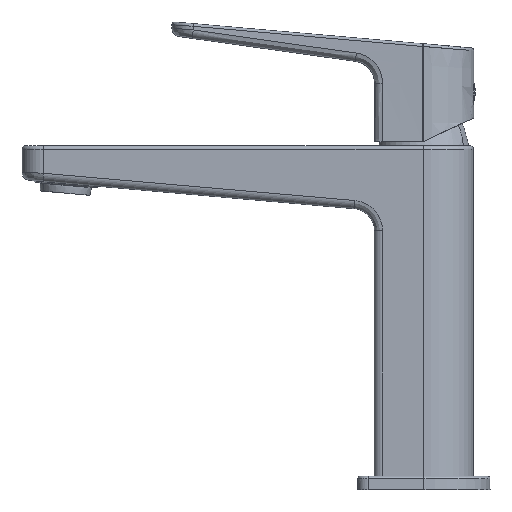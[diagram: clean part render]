
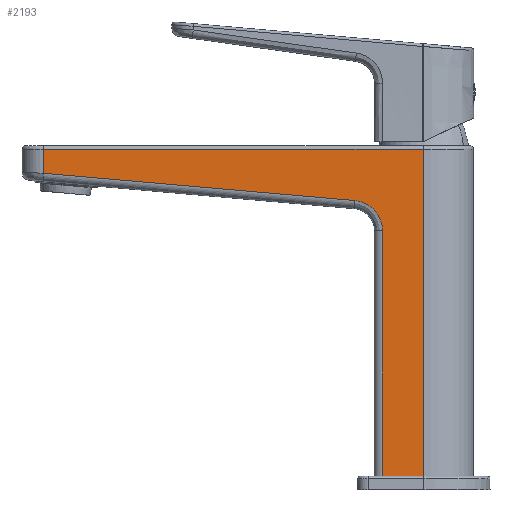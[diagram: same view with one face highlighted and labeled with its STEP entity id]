
A CAD part, left-side view. The second image highlights one B-rep face of the part: STEP entity #2193.
In plain terms, the highlighted planar face has unit normal (1, -0.018, 0).
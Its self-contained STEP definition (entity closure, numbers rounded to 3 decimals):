
#2102=CARTESIAN_POINT('Axis2P3D Location',(-41.209,-31.377,16.377)) ;
#2107=CARTESIAN_POINT('Line Origine',(-40.855,-11.068,18.377)) ;
#2111=CARTESIAN_POINT('Vertex',(-40.855,-11.068,20.377)) ;
#2113=CARTESIAN_POINT('Vertex',(-40.855,-11.068,16.377)) ;
#2116=CARTESIAN_POINT('Line Origine',(-40.726,-3.697,16.377)) ;
#2120=CARTESIAN_POINT('Vertex',(-40.597,3.675,16.377)) ;
#2123=CARTESIAN_POINT('Line Origine',(-40.597,3.675,18.377)) ;
#2127=CARTESIAN_POINT('Vertex',(-40.597,3.675,20.377)) ;
#2130=CARTESIAN_POINT('Line Origine',(-40.597,3.675,62.977)) ;
#2134=CARTESIAN_POINT('Vertex',(-40.597,3.675,105.577)) ;
#2138=CARTESIAN_POINT('Control Point',(-40.597,3.675,105.577)) ;
#2139=CARTESIAN_POINT('Control Point',(-40.597,3.675,106.067)) ;
#2140=CARTESIAN_POINT('Control Point',(-40.597,3.702,106.557)) ;
#2141=CARTESIAN_POINT('Control Point',(-40.596,3.757,107.045)) ;
#2142=CARTESIAN_POINT('Control Point',(-40.592,3.993,108.443)) ;
#2143=CARTESIAN_POINT('Control Point',(-40.584,4.45,109.79)) ;
#2144=CARTESIAN_POINT('Control Point',(-40.577,4.841,110.635)) ;
#2145=CARTESIAN_POINT('Control Point',(-40.56,5.795,112.232)) ;
#2146=CARTESIAN_POINT('Control Point',(-40.538,7.059,113.596)) ;
#2147=CARTESIAN_POINT('Control Point',(-40.526,7.761,114.208)) ;
#2148=CARTESIAN_POINT('Control Point',(-40.5,9.283,115.276)) ;
#2149=CARTESIAN_POINT('Control Point',(-40.47,10.993,116.005)) ;
#2150=CARTESIAN_POINT('Control Point',(-40.454,11.884,116.278)) ;
#2151=CARTESIAN_POINT('Control Point',(-40.438,12.796,116.455)) ;
#2152=CARTESIAN_POINT('Control Point',(-40.422,13.716,116.535)) ;
#2153=CARTESIAN_POINT('Vertex',(-40.422,13.716,116.535)) ;
#2156=CARTESIAN_POINT('Line Origine',(-39.436,70.239,121.481)) ;
#2160=CARTESIAN_POINT('Vertex',(-38.449,126.762,126.426)) ;
#2163=CARTESIAN_POINT('Line Origine',(-38.449,126.762,130.802)) ;
#2167=CARTESIAN_POINT('Vertex',(-38.449,126.762,135.177)) ;
#2170=CARTESIAN_POINT('Line Origine',(-39.652,57.847,135.177)) ;
#2174=CARTESIAN_POINT('Vertex',(-40.855,-11.068,135.177)) ;
#2177=CARTESIAN_POINT('Line Origine',(-40.855,-11.068,77.777)) ;
#2109=VECTOR('Line Direction',#2108,1.) ;
#2118=VECTOR('Line Direction',#2117,1.) ;
#2125=VECTOR('Line Direction',#2124,1.) ;
#2132=VECTOR('Line Direction',#2131,1.) ;
#2158=VECTOR('Line Direction',#2157,1.) ;
#2165=VECTOR('Line Direction',#2164,1.) ;
#2172=VECTOR('Line Direction',#2171,1.) ;
#2179=VECTOR('Line Direction',#2178,1.) ;
#2103=DIRECTION('Axis2P3D Direction',(1.,-0.017,0.)) ;
#2104=DIRECTION('Axis2P3D XDirection',(0.017,1.,0.)) ;
#2108=DIRECTION('Vector Direction',(0.,0.,1.)) ;
#2117=DIRECTION('Vector Direction',(-0.017,-1.,0.)) ;
#2124=DIRECTION('Vector Direction',(0.,0.,1.)) ;
#2131=DIRECTION('Vector Direction',(0.,0.,1.)) ;
#2157=DIRECTION('Vector Direction',(0.017,0.996,0.087)) ;
#2164=DIRECTION('Vector Direction',(0.,0.,1.)) ;
#2171=DIRECTION('Vector Direction',(-0.017,-1.,0.)) ;
#2178=DIRECTION('Vector Direction',(0.,0.,-1.)) ;
#2105=AXIS2_PLACEMENT_3D('Plane Axis2P3D',#2102,#2103,#2104) ;
#2110=LINE('Line',#2107,#2109) ;
#2119=LINE('Line',#2116,#2118) ;
#2126=LINE('Line',#2123,#2125) ;
#2133=LINE('Line',#2130,#2132) ;
#2159=LINE('Line',#2156,#2158) ;
#2166=LINE('Line',#2163,#2165) ;
#2173=LINE('Line',#2170,#2172) ;
#2180=LINE('Line',#2177,#2179) ;
#2106=PLANE('',#2105) ;
#2115=EDGE_CURVE('',#2112,#2114,#2110,.F.) ;
#2122=EDGE_CURVE('',#2114,#2121,#2119,.F.) ;
#2129=EDGE_CURVE('',#2121,#2128,#2126,.T.) ;
#2136=EDGE_CURVE('',#2128,#2135,#2133,.T.) ;
#2155=EDGE_CURVE('',#2135,#2154,#2137,.T.) ;
#2162=EDGE_CURVE('',#2154,#2161,#2159,.T.) ;
#2169=EDGE_CURVE('',#2161,#2168,#2166,.T.) ;
#2176=EDGE_CURVE('',#2168,#2175,#2173,.T.) ;
#2181=EDGE_CURVE('',#2175,#2112,#2180,.T.) ;
#2183=ORIENTED_EDGE('',*,*,#2115,.T.) ;
#2184=ORIENTED_EDGE('',*,*,#2122,.T.) ;
#2185=ORIENTED_EDGE('',*,*,#2129,.T.) ;
#2186=ORIENTED_EDGE('',*,*,#2136,.T.) ;
#2187=ORIENTED_EDGE('',*,*,#2155,.T.) ;
#2188=ORIENTED_EDGE('',*,*,#2162,.T.) ;
#2189=ORIENTED_EDGE('',*,*,#2169,.T.) ;
#2190=ORIENTED_EDGE('',*,*,#2176,.T.) ;
#2191=ORIENTED_EDGE('',*,*,#2181,.T.) ;
#2182=EDGE_LOOP('',(#2183,#2184,#2185,#2186,#2187,#2188,#2189,#2190,#2191)) ;
#2112=VERTEX_POINT('',#2111) ;
#2114=VERTEX_POINT('',#2113) ;
#2121=VERTEX_POINT('',#2120) ;
#2128=VERTEX_POINT('',#2127) ;
#2135=VERTEX_POINT('',#2134) ;
#2154=VERTEX_POINT('',#2153) ;
#2161=VERTEX_POINT('',#2160) ;
#2168=VERTEX_POINT('',#2167) ;
#2175=VERTEX_POINT('',#2174) ;
#2193=ADVANCED_FACE('Superficie.180',(#2192),#2106,.T.) ;
#2137=B_SPLINE_CURVE_WITH_KNOTS('',5,(#2138,#2139,#2140,#2141,#2142,#2143,#2144,#2145,#2146,#2147,#2148,#2149,#2150,#2151,#2152),.UNSPECIFIED.,.F.,.U.,(6,3,3,3,6),(32.645,35.675,41.393,47.111,52.826),.UNSPECIFIED.) ;
#2192=FACE_OUTER_BOUND('',#2182,.T.) ;
